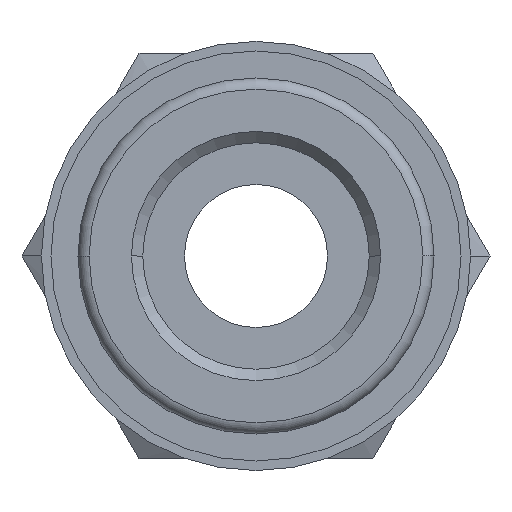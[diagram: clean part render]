
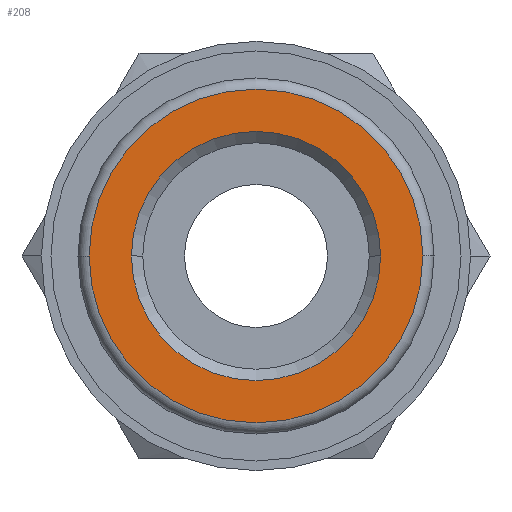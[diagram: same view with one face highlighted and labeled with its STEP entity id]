
A CAD part, front view. The second image highlights one B-rep face of the part: STEP entity #208.
In plain terms, the highlighted planar face has unit normal (0, -1, 0).
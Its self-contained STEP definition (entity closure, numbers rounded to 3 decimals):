
#208=ADVANCED_FACE('',(#432,#433),#434,.T.);
#432=FACE_BOUND('',#661,.T.);
#433=FACE_OUTER_BOUND('',#662,.T.);
#434=PLANE('',#663);
#661=EDGE_LOOP('',(#1169,#1170));
#662=EDGE_LOOP('',(#1171,#1172));
#663=AXIS2_PLACEMENT_3D('',#1173,#1174,#1175);
#1169=ORIENTED_EDGE('',*,*,#1304,.T.);
#1170=ORIENTED_EDGE('',*,*,#1446,.T.);
#1171=ORIENTED_EDGE('',*,*,#1329,.T.);
#1172=ORIENTED_EDGE('',*,*,#1467,.T.);
#1173=CARTESIAN_POINT('',(0.0,0.0,0.0));
#1174=DIRECTION('',(0.0,-1.0,0.0));
#1175=DIRECTION('',(-1.0,0.0,0.0));
#1304=EDGE_CURVE('',#1546,#1544,#1547,.T.);
#1329=EDGE_CURVE('',#1584,#1586,#1588,.T.);
#1446=EDGE_CURVE('',#1544,#1546,#1744,.T.);
#1467=EDGE_CURVE('',#1586,#1584,#1767,.T.);
#1544=VERTEX_POINT('',#1896);
#1546=VERTEX_POINT('',#1899);
#1547=CIRCLE('',#1900,5.225);
#1584=VERTEX_POINT('',#1940);
#1586=VERTEX_POINT('',#1943);
#1588=CIRCLE('',#1946,7.0);
#1744=CIRCLE('',#2289,5.225);
#1767=CIRCLE('',#2361,7.0);
#1896=CARTESIAN_POINT('',(5.225,0.0,0.));
#1899=CARTESIAN_POINT('',(-5.225,0.0,0.));
#1900=AXIS2_PLACEMENT_3D('',#2441,#2442,#2443);
#1940=CARTESIAN_POINT('',(7.0,0.0,0.0));
#1943=CARTESIAN_POINT('',(-7.0,0.0,0.));
#1946=AXIS2_PLACEMENT_3D('',#2494,#2495,#2496);
#2289=AXIS2_PLACEMENT_3D('',#2645,#2646,#2647);
#2361=AXIS2_PLACEMENT_3D('',#2659,#2660,#2661);
#2441=CARTESIAN_POINT('',(0.0,0.0,0.0));
#2442=DIRECTION('',(-0.0,1.0,0.0));
#2443=DIRECTION('',(1.0,0.0,0.0));
#2494=CARTESIAN_POINT('',(0.0,0.0,0.0));
#2495=DIRECTION('',(0.0,-1.0,0.0));
#2496=DIRECTION('',(1.0,0.0,0.0));
#2645=CARTESIAN_POINT('',(0.0,0.0,0.0));
#2646=DIRECTION('',(-0.0,1.0,0.0));
#2647=DIRECTION('',(1.0,0.0,0.0));
#2659=CARTESIAN_POINT('',(0.0,0.0,0.0));
#2660=DIRECTION('',(0.0,-1.0,0.0));
#2661=DIRECTION('',(1.0,0.0,0.0));
